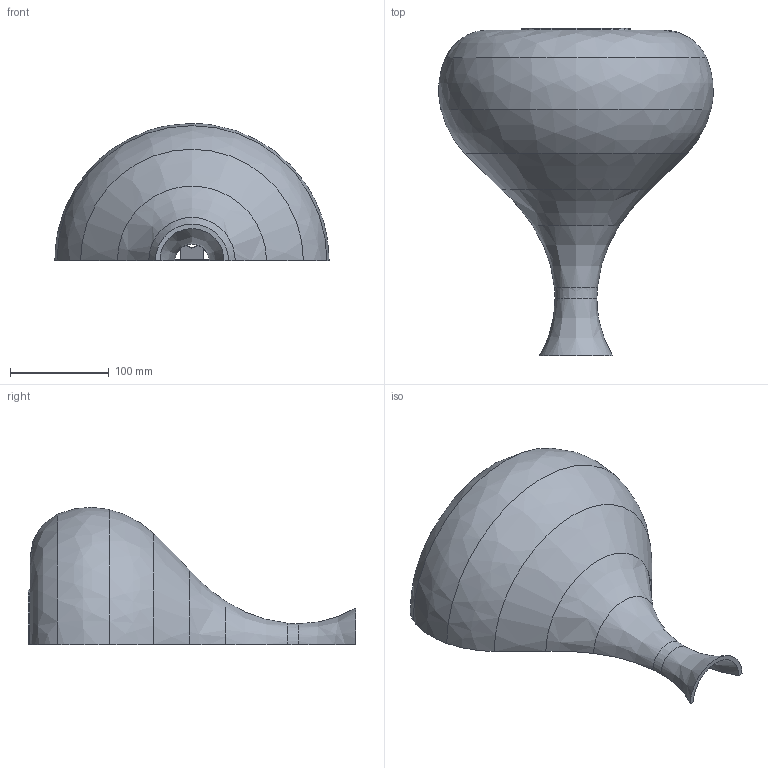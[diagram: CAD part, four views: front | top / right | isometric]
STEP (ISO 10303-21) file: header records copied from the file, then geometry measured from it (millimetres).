
FILE_DESCRIPTION (( 'STEP AP203' ), '1' );
FILE_NAME ('SUMMER_P_STEP.STEP', '2016-01-27T16:47:35', ( 'admin' ), ( '' ), 'SwSTEP 2.0', 'SolidWorks 2015', '' );
FILE_SCHEMA (( 'CONFIG_CONTROL_DESIGN' ));
Length unit declared in the file: millimetre
Products named in the file (2): SUMMER_P_STEP
Bounding box: 277.85 x 332 x 139.12 mm (x, y, z)
Volume: 443489.4 mm3; surface area: 252623.1 mm2
Topology: 2 solids, 2 shells, 106 faces, 302 edges, 200 vertices
Faces by surface type: cylinder 58, plane 30, bspline 18
Entity records: 4893 total; most frequent: CARTESIAN_POINT 1949, ORIENTED_EDGE 604, DIRECTION 572, EDGE_CURVE 302, AXIS2_PLACEMENT_3D 222, VERTEX_POINT 200, CIRCLE 132, EDGE_LOOP 132
